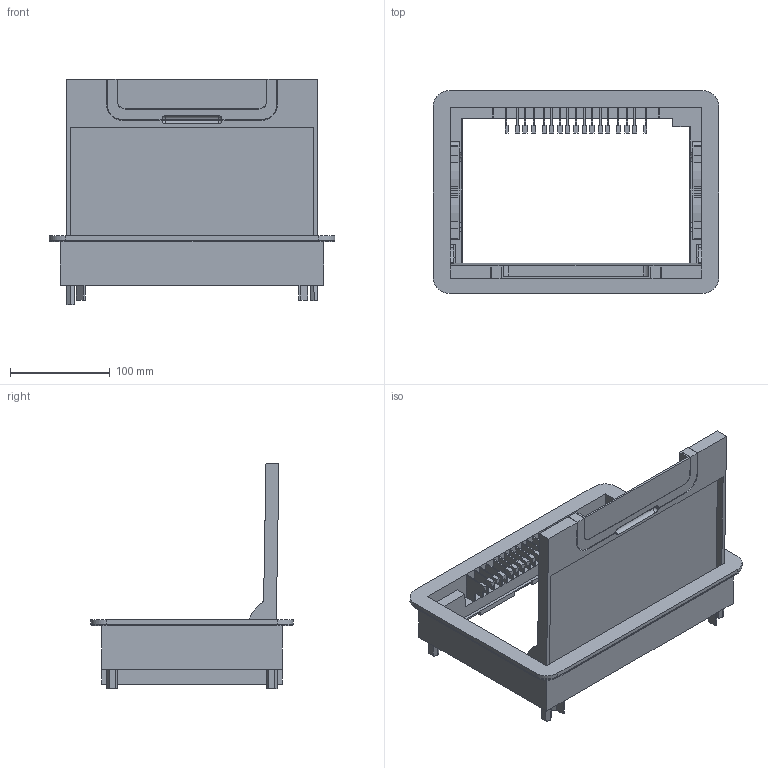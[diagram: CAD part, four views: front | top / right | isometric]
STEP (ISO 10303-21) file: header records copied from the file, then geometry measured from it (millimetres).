
FILE_DESCRIPTION(('CATIA V5 STEP Exchange','CAx-IF Rec.Pracs.--- Composite Materials ---3.4---2017-06-13'),'2;1');
FILE_NAME('LG-080715-S-ouvert.stp','2025-04-30T12:58:28+00:00',('none'),('none'),'CATIA Version 5-6 Release 2020','CATIA V5 STEP AP203 v1','none');
FILE_SCHEMA(('CONFIG_CONTROL_DESIGN'));
Length unit declared in the file: millimetre
Products named in the file (3): A029366AA; A027503_A; A008371_A-AS1
Assembly tree (5 placements, depth 3):
  A029366AA
    A027503_A
      #65
    A008371_A-AS1
      #6107
      #21630
Bounding box: 285.97 x 202.97 x 225.97 mm (x, y, z)
Volume: 672511.6 mm3; surface area: 407720.2 mm2
Topology: 3 solids, 3 shells, 737 faces, 2209 edges, 1460 vertices
Faces by surface type: plane 596, cylinder 99, extrusion 30, revolution 12
Entity records: 24434 total; most frequent: CARTESIAN_POINT 5803, ORIENTED_EDGE 4418, DIRECTION 2894, EDGE_CURVE 2209, VECTOR 1939, LINE 1909, VERTEX_POINT 1460, EDGE_LOOP 813
